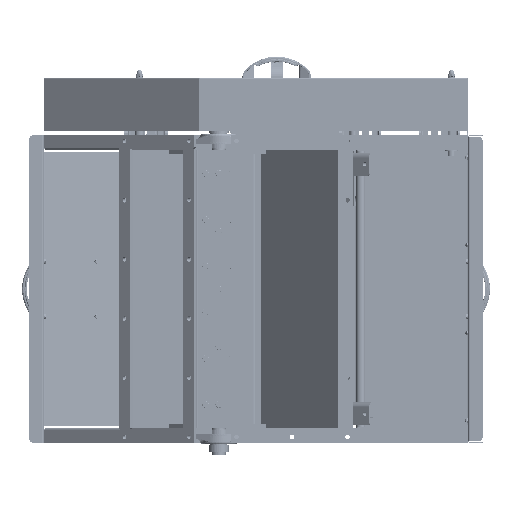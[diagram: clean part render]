
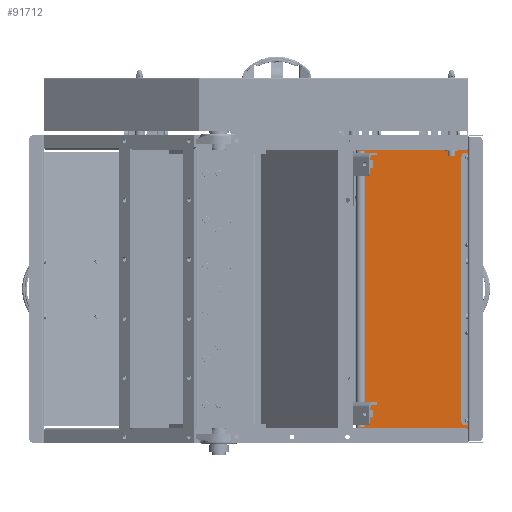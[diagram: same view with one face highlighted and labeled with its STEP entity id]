
A CAD part, front view. The second image highlights one B-rep face of the part: STEP entity #91712.
In plain terms, the highlighted planar face has unit normal (0, -1, 0).
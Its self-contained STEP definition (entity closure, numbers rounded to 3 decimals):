
#4668=LINE('',#146866,#11886);
#4669=LINE('',#146868,#11887);
#4670=LINE('',#146874,#11888);
#4671=LINE('',#146876,#11889);
#4672=LINE('',#146878,#11890);
#4673=LINE('',#146884,#11891);
#4674=LINE('',#146886,#11892);
#4675=LINE('',#146887,#11893);
#4676=LINE('',#146890,#11894);
#4677=LINE('',#146894,#11895);
#4678=LINE('',#146898,#11896);
#4679=LINE('',#146899,#11897);
#11886=VECTOR('',#114326,10.);
#11887=VECTOR('',#114327,4.32);
#11888=VECTOR('',#114332,10.);
#11889=VECTOR('',#114333,10.);
#11890=VECTOR('',#114334,10.);
#11891=VECTOR('',#114339,10.);
#11892=VECTOR('',#114340,10.);
#11893=VECTOR('',#114341,10.);
#11894=VECTOR('',#114342,10.);
#11895=VECTOR('',#114345,10.);
#11896=VECTOR('',#114348,10.);
#11897=VECTOR('',#114349,10.);
#19600=FACE_BOUND('',#27831,.T.);
#21875=FACE_OUTER_BOUND('',#27830,.T.);
#27830=EDGE_LOOP('',(#67389,#67390,#67391,#67392,#67393,#67394,#67395,#67396,
#67397,#67398,#67399,#67400));
#27831=EDGE_LOOP('',(#67401,#67402,#67403,#67404,#67405,#67406));
#34057=CIRCLE('',#98967,6.);
#34058=CIRCLE('',#98968,6.);
#34059=CIRCLE('',#98969,6.);
#34060=CIRCLE('',#98970,6.);
#34061=CIRCLE('',#98971,10.);
#34062=CIRCLE('',#98972,10.);
#39837=VERTEX_POINT('',#146864);
#39838=VERTEX_POINT('',#146865);
#39839=VERTEX_POINT('',#146867);
#39840=VERTEX_POINT('',#146869);
#39841=VERTEX_POINT('',#146871);
#39842=VERTEX_POINT('',#146873);
#39843=VERTEX_POINT('',#146875);
#39844=VERTEX_POINT('',#146877);
#39845=VERTEX_POINT('',#146879);
#39846=VERTEX_POINT('',#146881);
#39847=VERTEX_POINT('',#146883);
#39848=VERTEX_POINT('',#146885);
#39849=VERTEX_POINT('',#146888);
#39850=VERTEX_POINT('',#146889);
#39851=VERTEX_POINT('',#146891);
#39852=VERTEX_POINT('',#146893);
#39853=VERTEX_POINT('',#146895);
#39854=VERTEX_POINT('',#146897);
#49863=EDGE_CURVE('',#39837,#39838,#4668,.T.);
#49864=EDGE_CURVE('',#39839,#39838,#4669,.T.);
#49865=EDGE_CURVE('',#39840,#39839,#34057,.T.);
#49866=EDGE_CURVE('',#39841,#39840,#34058,.T.);
#49867=EDGE_CURVE('',#39841,#39842,#4670,.T.);
#49868=EDGE_CURVE('',#39842,#39843,#4671,.T.);
#49869=EDGE_CURVE('',#39843,#39844,#4672,.T.);
#49870=EDGE_CURVE('',#39845,#39844,#34059,.T.);
#49871=EDGE_CURVE('',#39846,#39845,#34060,.T.);
#49872=EDGE_CURVE('',#39847,#39846,#4673,.T.);
#49873=EDGE_CURVE('',#39847,#39848,#4674,.T.);
#49874=EDGE_CURVE('',#39837,#39848,#4675,.T.);
#49875=EDGE_CURVE('',#39849,#39850,#4676,.T.);
#49876=EDGE_CURVE('',#39851,#39850,#34061,.T.);
#49877=EDGE_CURVE('',#39852,#39851,#4677,.T.);
#49878=EDGE_CURVE('',#39853,#39852,#34062,.T.);
#49879=EDGE_CURVE('',#39853,#39854,#4678,.T.);
#49880=EDGE_CURVE('',#39854,#39849,#4679,.T.);
#67389=ORIENTED_EDGE('',*,*,#49863,.T.);
#67390=ORIENTED_EDGE('',*,*,#49864,.F.);
#67391=ORIENTED_EDGE('',*,*,#49865,.F.);
#67392=ORIENTED_EDGE('',*,*,#49866,.F.);
#67393=ORIENTED_EDGE('',*,*,#49867,.T.);
#67394=ORIENTED_EDGE('',*,*,#49868,.T.);
#67395=ORIENTED_EDGE('',*,*,#49869,.T.);
#67396=ORIENTED_EDGE('',*,*,#49870,.F.);
#67397=ORIENTED_EDGE('',*,*,#49871,.F.);
#67398=ORIENTED_EDGE('',*,*,#49872,.F.);
#67399=ORIENTED_EDGE('',*,*,#49873,.T.);
#67400=ORIENTED_EDGE('',*,*,#49874,.F.);
#67401=ORIENTED_EDGE('',*,*,#49875,.T.);
#67402=ORIENTED_EDGE('',*,*,#49876,.F.);
#67403=ORIENTED_EDGE('',*,*,#49877,.F.);
#67404=ORIENTED_EDGE('',*,*,#49878,.F.);
#67405=ORIENTED_EDGE('',*,*,#49879,.T.);
#67406=ORIENTED_EDGE('',*,*,#49880,.T.);
#87867=PLANE('',#98966);
#91712=ADVANCED_FACE('',(#21875,#19600),#87867,.T.);
#98966=AXIS2_PLACEMENT_3D('',#146863,#114324,#114325);
#98967=AXIS2_PLACEMENT_3D('',#146870,#114328,#114329);
#98968=AXIS2_PLACEMENT_3D('',#146872,#114330,#114331);
#98969=AXIS2_PLACEMENT_3D('',#146880,#114335,#114336);
#98970=AXIS2_PLACEMENT_3D('',#146882,#114337,#114338);
#98971=AXIS2_PLACEMENT_3D('',#146892,#114343,#114344);
#98972=AXIS2_PLACEMENT_3D('',#146896,#114346,#114347);
#114324=DIRECTION('center_axis',(0.,-1.,0.));
#114325=DIRECTION('ref_axis',(0.,0.,
1.));
#114326=DIRECTION('',(1.,0.,0.));
#114327=DIRECTION('',(0.,0.,1.));
#114328=DIRECTION('center_axis',(0.,1.,0.));
#114329=DIRECTION('ref_axis',(0.408,0.,-0.913));
#114330=DIRECTION('center_axis',(0.,-1.,0.));
#114331=DIRECTION('ref_axis',(-0.943,0.,0.333));
#114332=DIRECTION('',(1.,0.,0.));
#114333=DIRECTION('',(0.,0.,1.));
#114334=DIRECTION('',(-1.,0.,0.));
#114335=DIRECTION('center_axis',(0.,-1.,0.));
#114336=DIRECTION('ref_axis',(-0.408,0.,-0.913));
#114337=DIRECTION('center_axis',(0.,1.,0.));
#114338=DIRECTION('ref_axis',(0.943,0.,0.333));
#114339=DIRECTION('',(0.,0.,1.));
#114340=DIRECTION('',(-1.,0.,0.));
#114341=DIRECTION('',(0.,0.,1.));
#114342=DIRECTION('',(-1.,0.,0.));
#114343=DIRECTION('center_axis',(0.,-1.,0.));
#114344=DIRECTION('ref_axis',(-0.707,0.,-0.707));
#114345=DIRECTION('',(0.,0.,-1.));
#114346=DIRECTION('center_axis',(0.,-1.,0.));
#114347=DIRECTION('ref_axis',(-0.707,0.,
0.707));
#114348=DIRECTION('',(1.,0.,0.));
#114349=DIRECTION('',(0.,0.,-1.));
#146863=CARTESIAN_POINT('Origin',(159.,838.7,0.));
#146864=CARTESIAN_POINT('',(41.,838.7,-306.));
#146865=CARTESIAN_POINT('',(269.951,838.7,-306.));
#146866=CARTESIAN_POINT('',(154.953,838.7,-306.));
#146867=CARTESIAN_POINT('',(269.951,838.7,-328.995));
#146868=CARTESIAN_POINT('',(269.951,838.7,-292.428));
#146869=CARTESIAN_POINT('',(274.185,838.7,-327.));
#146870=CARTESIAN_POINT('Origin',(269.713,838.7,-323.));
#146871=CARTESIAN_POINT('',(278.657,838.7,-325.));
#146872=CARTESIAN_POINT('Origin',(278.657,838.7,-331.));
#146873=CARTESIAN_POINT('',(279.,838.7,-325.));
#146874=CARTESIAN_POINT('',(221.,838.7,-325.));
#146875=CARTESIAN_POINT('',(279.,838.7,325.));
#146876=CARTESIAN_POINT('',(279.,838.7,0.));
#146877=CARTESIAN_POINT('',(276.287,838.7,325.));
#146878=CARTESIAN_POINT('',(216.,838.7,325.));
#146879=CARTESIAN_POINT('',(271.815,838.7,327.));
#146880=CARTESIAN_POINT('Origin',(276.287,838.7,331.));
#146881=CARTESIAN_POINT('',(269.951,838.7,328.403));
#146882=CARTESIAN_POINT('Origin',(267.343,838.7,323.));
#146883=CARTESIAN_POINT('',(269.951,838.7,306.));
#146884=CARTESIAN_POINT('',(269.951,838.7,306.));
#146885=CARTESIAN_POINT('',(41.,838.7,306.));
#146886=CARTESIAN_POINT('',(154.953,838.7,306.));
#146887=CARTESIAN_POINT('',(41.,838.7,0.));
#146888=CARTESIAN_POINT('',(277.,838.7,-295.));
#146889=CARTESIAN_POINT('',(274.,838.7,-295.));
#146890=CARTESIAN_POINT('',(491.262,838.7,-295.));
#146891=CARTESIAN_POINT('',(264.,838.7,-285.));
#146892=CARTESIAN_POINT('Origin',(274.,838.7,-285.));
#146893=CARTESIAN_POINT('',(264.,838.7,285.));
#146894=CARTESIAN_POINT('',(264.,838.7,333.));
#146895=CARTESIAN_POINT('',(274.,838.7,295.));
#146896=CARTESIAN_POINT('Origin',(274.,838.7,285.));
#146897=CARTESIAN_POINT('',(277.,838.7,295.));
#146898=CARTESIAN_POINT('',(491.262,838.7,295.));
#146899=CARTESIAN_POINT('',(277.,838.7,0.));
